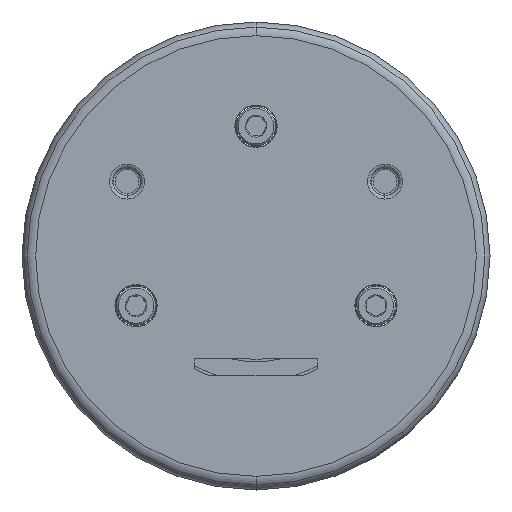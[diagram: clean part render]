
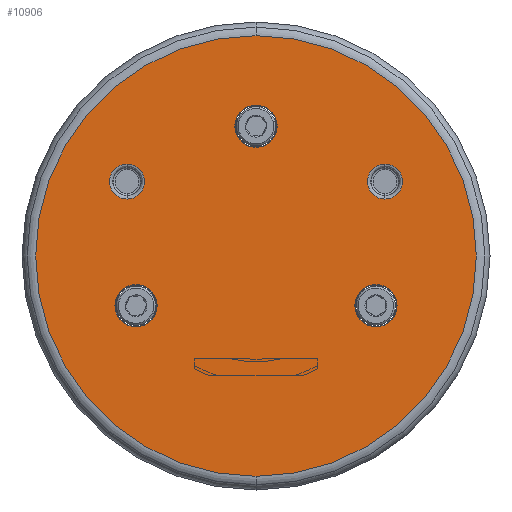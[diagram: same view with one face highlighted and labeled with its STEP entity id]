
A CAD part, front view. The second image highlights one B-rep face of the part: STEP entity #10906.
In plain terms, the highlighted face is planar.
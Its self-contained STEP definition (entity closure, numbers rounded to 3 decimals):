
#10071=CARTESIAN_POINT('',(-19.,0.,0.));
#10072=DIRECTION('',(0.,1.,0.));
#10073=DIRECTION('',(0.,0.,-1.));
#10074=AXIS2_PLACEMENT_3D('',#10071,#10072,#10073);
#10076=CARTESIAN_POINT('',(-19.,0.,0.));
#10077=DIRECTION('',(0.,1.,0.));
#10078=DIRECTION('',(0.,0.,1.));
#10079=AXIS2_PLACEMENT_3D('',#10076,#10077,#10078);
#10081=CARTESIAN_POINT('',(7.271,0.,
-17.554));
#10082=DIRECTION('',(0.,1.,0.));
#10083=DIRECTION('',(0.,0.,-1.));
#10084=AXIS2_PLACEMENT_3D('',#10081,#10082,#10083);
#10086=CARTESIAN_POINT('',(7.271,0.,
-17.554));
#10087=DIRECTION('',(0.,1.,0.));
#10088=DIRECTION('',(0.,0.,1.));
#10089=AXIS2_PLACEMENT_3D('',#10086,#10087,#10088);
#10091=CARTESIAN_POINT('',(7.271,0.,
17.554));
#10092=DIRECTION('',(0.,1.,0.));
#10093=DIRECTION('',(0.,0.,-1.));
#10094=AXIS2_PLACEMENT_3D('',#10091,#10092,#10093);
#10096=CARTESIAN_POINT('',(7.271,0.,
17.554));
#10097=DIRECTION('',(0.,1.,0.));
#10098=DIRECTION('',(0.,0.,1.));
#10099=AXIS2_PLACEMENT_3D('',#10096,#10097,#10098);
#10101=CARTESIAN_POINT('',(0.,0.,0.));
#10102=DIRECTION('',(0.,1.,0.));
#10103=DIRECTION('',(1.,0.,0.));
#10104=AXIS2_PLACEMENT_3D('',#10101,#10102,#10103);
#10106=CARTESIAN_POINT('',(0.,0.,0.));
#10107=DIRECTION('',(0.,1.,0.));
#10108=DIRECTION('',(-1.,0.,0.));
#10109=AXIS2_PLACEMENT_3D('',#10106,#10107,#10108);
#10111=CARTESIAN_POINT('',(-10.899,0.,18.88));
#10112=DIRECTION('',(0.,-1.,0.));
#10113=DIRECTION('',(-1.,0.,0.));
#10114=AXIS2_PLACEMENT_3D('',#10111,#10112,#10113);
#10116=CARTESIAN_POINT('',(-10.899,0.,18.88));
#10117=DIRECTION('',(0.,-1.,0.));
#10118=DIRECTION('',(1.,0.,0.));
#10119=AXIS2_PLACEMENT_3D('',#10116,#10117,#10118);
#10121=CARTESIAN_POINT('',(-10.899,0.,-18.88));
#10122=DIRECTION('',(0.,-1.,0.));
#10123=DIRECTION('',(-1.,0.,0.));
#10124=AXIS2_PLACEMENT_3D('',#10121,#10122,#10123);
#10126=CARTESIAN_POINT('',(-10.899,0.,-18.88));
#10127=DIRECTION('',(0.,-1.,0.));
#10128=DIRECTION('',(1.,0.,0.));
#10129=AXIS2_PLACEMENT_3D('',#10126,#10127,#10128);
#10743=CARTESIAN_POINT('',(32.25,0.,0.));
#10744=CARTESIAN_POINT('',(-32.25,0.,0.));
#10745=VERTEX_POINT('',#10743);
#10746=VERTEX_POINT('',#10744);
#10751=CARTESIAN_POINT('',(-19.,0.,-3.093));
#10752=CARTESIAN_POINT('',(-19.,0.,3.093));
#10753=VERTEX_POINT('',#10751);
#10754=VERTEX_POINT('',#10752);
#10755=CARTESIAN_POINT('',(7.271,0.,
-20.646));
#10756=CARTESIAN_POINT('',(7.271,0.,
-14.461));
#10757=VERTEX_POINT('',#10755);
#10758=VERTEX_POINT('',#10756);
#10759=CARTESIAN_POINT('',(7.271,0.,
14.461));
#10760=CARTESIAN_POINT('',(7.271,0.,
20.646));
#10761=VERTEX_POINT('',#10759);
#10762=VERTEX_POINT('',#10760);
#10779=CARTESIAN_POINT('',(-13.465,0.,18.88));
#10780=CARTESIAN_POINT('',(-8.333,0.,18.88));
#10781=VERTEX_POINT('',#10779);
#10782=VERTEX_POINT('',#10780);
#10787=CARTESIAN_POINT('',(-13.465,0.,-18.88));
#10788=CARTESIAN_POINT('',(-8.333,0.,-18.88));
#10789=VERTEX_POINT('',#10787);
#10790=VERTEX_POINT('',#10788);
#10865=CARTESIAN_POINT('',(0.,0.,0.));
#10866=DIRECTION('',(0.,1.,0.));
#10867=DIRECTION('',(1.,0.,0.));
#10868=AXIS2_PLACEMENT_3D('',#10865,#10866,#10867);
#10869=PLANE('',#10868);
#10871=ORIENTED_EDGE('',*,*,#10870,.F.);
#10873=ORIENTED_EDGE('',*,*,#10872,.F.);
#10874=EDGE_LOOP('',(#10871,#10873));
#10875=FACE_OUTER_BOUND('',#10874,.F.);
#10877=ORIENTED_EDGE('',*,*,#10876,.T.);
#10879=ORIENTED_EDGE('',*,*,#10878,.T.);
#10880=EDGE_LOOP('',(#10877,#10879));
#10881=FACE_BOUND('',#10880,.F.);
#10883=ORIENTED_EDGE('',*,*,#10882,.T.);
#10885=ORIENTED_EDGE('',*,*,#10884,.T.);
#10886=EDGE_LOOP('',(#10883,#10885));
#10887=FACE_BOUND('',#10886,.F.);
#10889=ORIENTED_EDGE('',*,*,#10888,.T.);
#10891=ORIENTED_EDGE('',*,*,#10890,.T.);
#10892=EDGE_LOOP('',(#10889,#10891));
#10893=FACE_BOUND('',#10892,.F.);
#10895=ORIENTED_EDGE('',*,*,#10894,.F.);
#10897=ORIENTED_EDGE('',*,*,#10896,.F.);
#10898=EDGE_LOOP('',(#10895,#10897));
#10899=FACE_BOUND('',#10898,.F.);
#10901=ORIENTED_EDGE('',*,*,#10900,.F.);
#10903=ORIENTED_EDGE('',*,*,#10902,.F.);
#10904=EDGE_LOOP('',(#10901,#10903));
#10905=FACE_BOUND('',#10904,.F.);
#10906=ADVANCED_FACE('',(#10875,#10881,#10887,#10893,#10899,#10905),#10869,.T.);
#10075=CIRCLE('',#10074,3.093);
#10080=CIRCLE('',#10079,3.093);
#10085=CIRCLE('',#10084,3.093);
#10090=CIRCLE('',#10089,3.093);
#10095=CIRCLE('',#10094,3.093);
#10100=CIRCLE('',#10099,3.093);
#10105=CIRCLE('',#10104,32.25);
#10110=CIRCLE('',#10109,32.25);
#10115=CIRCLE('',#10114,2.566);
#10120=CIRCLE('',#10119,2.566);
#10125=CIRCLE('',#10124,2.566);
#10130=CIRCLE('',#10129,2.566);
#10870=EDGE_CURVE('',#10745,#10746,#10105,.T.);
#10872=EDGE_CURVE('',#10746,#10745,#10110,.T.);
#10876=EDGE_CURVE('',#10757,#10758,#10085,.T.);
#10878=EDGE_CURVE('',#10758,#10757,#10090,.T.);
#10882=EDGE_CURVE('',#10761,#10762,#10095,.T.);
#10884=EDGE_CURVE('',#10762,#10761,#10100,.T.);
#10888=EDGE_CURVE('',#10753,#10754,#10075,.T.);
#10890=EDGE_CURVE('',#10754,#10753,#10080,.T.);
#10894=EDGE_CURVE('',#10781,#10782,#10115,.T.);
#10896=EDGE_CURVE('',#10782,#10781,#10120,.T.);
#10900=EDGE_CURVE('',#10789,#10790,#10125,.T.);
#10902=EDGE_CURVE('',#10790,#10789,#10130,.T.);
